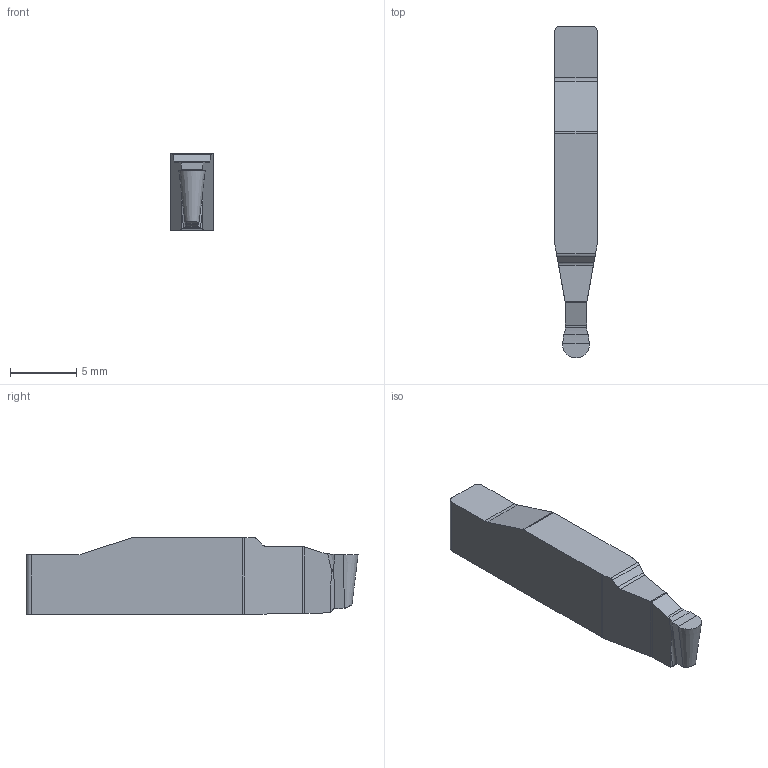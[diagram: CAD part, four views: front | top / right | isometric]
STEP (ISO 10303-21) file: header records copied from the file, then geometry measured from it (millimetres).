
FILE_DESCRIPTION(/* description */ (''),/* implementation_level */ '2;1');
FILE_NAME(/* name */ 'aaa322529_a.stp',/* time_stamp */ '2018-08-17T11:09:47+02:00',/* author */ (''),/* organization */ ('SMS'),/* preprocessor_version */ 'ST-DEVELOPER v15',/* originating_system */ 'SIEMENS PLM Software NX 8.5',/* authorisation */ '');
FILE_SCHEMA (('AUTOMOTIVE_DESIGN { 1 0 10303 214 3 1 1 1 }'));
Length unit declared in the file: millimetre
Products named in the file (1): AAA322529_A
Bounding box: 3.2 x 25.05 x 5.79 mm (x, y, z)
Volume: 362 mm3; surface area: 413.8 mm2
Topology: 1 solids, 1 shells, 52 faces, 139 edges, 91 vertices
Faces by surface type: plane 22, cylinder 14, extrusion 13, bspline 2, cone 1
Entity records: 1925 total; most frequent: CARTESIAN_POINT 630, ORIENTED_EDGE 276, DIRECTION 225, EDGE_CURVE 138, VERTEX_POINT 88, VECTOR 85, LINE 72, AXIS2_PLACEMENT_3D 70
